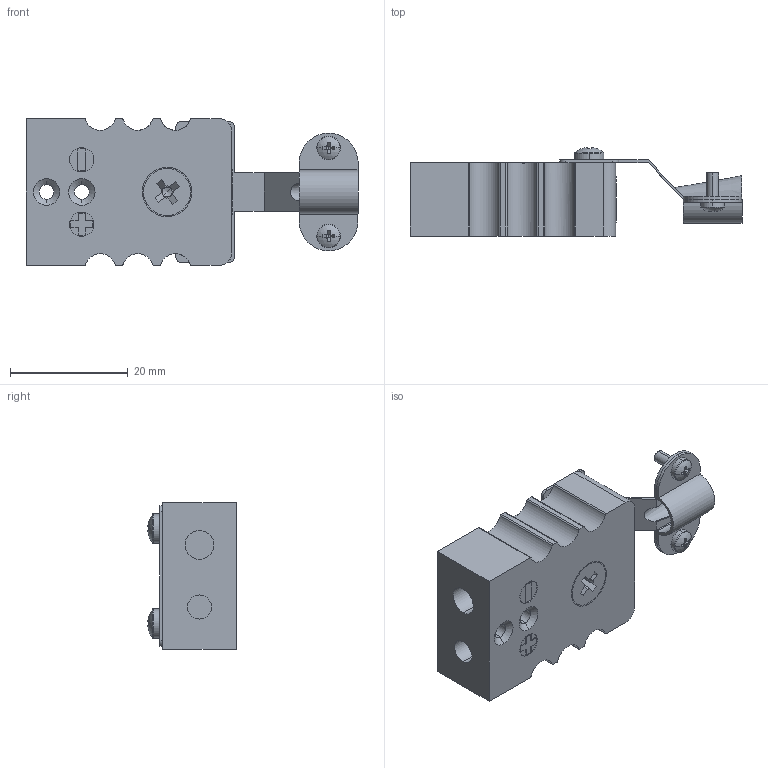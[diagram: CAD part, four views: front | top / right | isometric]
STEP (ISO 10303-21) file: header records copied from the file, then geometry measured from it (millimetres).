
FILE_DESCRIPTION (( 'STEP AP203' ), '1' );
FILE_NAME ('ﾐﾎﾇﾅﾒﾊﾀ ﾑﾒﾀﾍﾄﾀﾐﾒ. ﾒﾈﾏ ﾊ.STEP', '2019-06-27T09:10:45', ( '' ), ( '' ), 'SwSTEP 2.0', 'SolidWorks 2015', '' );
FILE_SCHEMA (( 'CONFIG_CONTROL_DESIGN' ));
Length unit declared in the file: millimetre
Products named in the file (6): Ïðèõâàò êðîíøòåéíà , ðîçåòêà ñòàíäàðò; Ðîçåòêà ñòàíäàðò, òèï Ê; pan head cross recess screw_iso_ISO 7045 - M2 x 5 - Z --- 5N; countersunk flat head cross recess screw_iso_ISO 7046-1 - M4 x 10 - Z --- 10N; pan head cross recess screw_iso_ISO 7045 - M2.5 x 5 - Z --- 5N; ﾐﾎﾇﾅﾒﾊﾀ ﾑﾒﾀﾍﾄﾀﾐﾒ. ﾒﾈﾏ ﾊ
Assembly tree (7 placements, depth 2):
  ﾐﾎﾇﾅﾒﾊﾀ ﾑﾒﾀﾍﾄﾀﾐﾒ. ﾒﾈﾏ ﾊ
    Ðîçåòêà ñòàíäàðò, òèï Ê
    Ïðèõâàò êðîíøòåéíà , ðîçåòêà ñòàíäàðò
    pan head cross recess screw_iso_ISO 7045 - M2.5 x 5 - Z --- 5N  x2
    pan head cross recess screw_iso_ISO 7045 - M2 x 5 - Z --- 5N  x2
    countersunk flat head cross recess screw_iso_ISO 7046-1 - M4 x 10 - Z --- 10N
Bounding box: 56.5 x 15.05 x 25 mm (x, y, z)
Volume: 9758.4 mm3; surface area: 6504.7 mm2
Topology: 7 solids, 7 shells, 1200 faces, 3283 edges, 2143 vertices
Faces by surface type: plane 1017, cylinder 89, cone 68, torus 18, sphere 8
Entity records: 35661 total; most frequent: CARTESIAN_POINT 6352, ORIENTED_EDGE 6146, DIRECTION 5581, EDGE_CURVE 3073, VECTOR 2729, LINE 2729, VERTEX_POINT 2023, AXIS2_PLACEMENT_3D 1426
